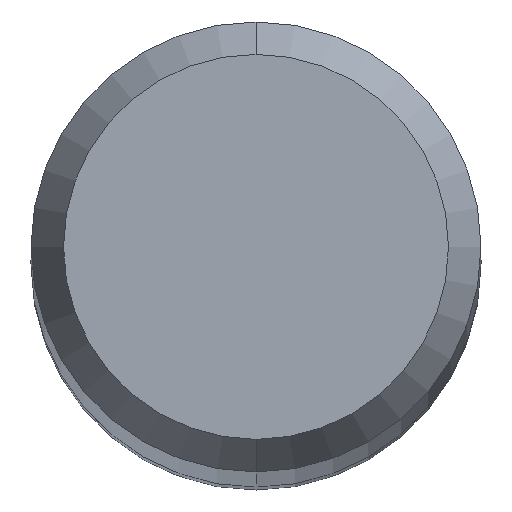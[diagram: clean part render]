
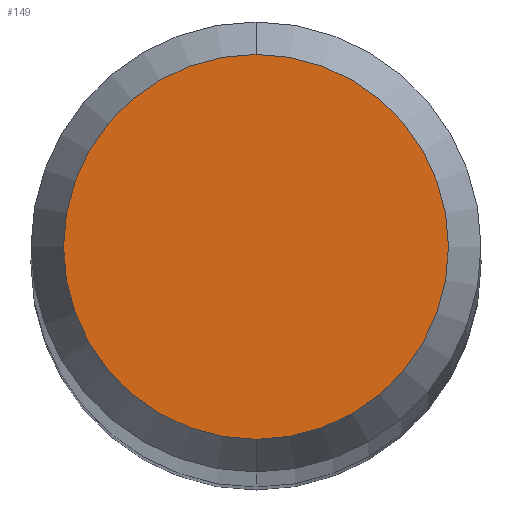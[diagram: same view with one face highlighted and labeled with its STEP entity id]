
A CAD part, top view. The second image highlights one B-rep face of the part: STEP entity #149.
In plain terms, the highlighted planar face has unit normal (0, 0, 1).
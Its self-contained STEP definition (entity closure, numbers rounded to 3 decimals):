
#83=VERTEX_POINT('',#202);
#105=VERTEX_POINT('',#231);
#127=EDGE_CURVE('',#105,#83,#255,.T.);
#149=ADVANCED_FACE('',(#278),#279,.T.);
#155=EDGE_CURVE('',#83,#105,#285,.T.);
#202=CARTESIAN_POINT('',(0.0,1.358,0.0));
#231=CARTESIAN_POINT('',(0.,-1.358,0.0));
#255=CIRCLE('',#389,1.358);
#278=FACE_OUTER_BOUND('',#419,.T.);
#279=PLANE('',#420);
#285=CIRCLE('',#428,1.358);
#389=AXIS2_PLACEMENT_3D('',#554,#555,#556);
#419=EDGE_LOOP('',(#575,#576));
#420=AXIS2_PLACEMENT_3D('',#577,#578,#579);
#428=AXIS2_PLACEMENT_3D('',#582,#583,#584);
#554=CARTESIAN_POINT('',(0.0,0.0,0.0));
#555=DIRECTION('',(0.0,0.0,-1.0));
#556=DIRECTION('',(0.0,1.0,0.0));
#575=ORIENTED_EDGE('',*,*,#155,.F.);
#576=ORIENTED_EDGE('',*,*,#127,.F.);
#577=CARTESIAN_POINT('',(0.0,0.679,0.0));
#578=DIRECTION('',(-0.0,0.0,1.0));
#579=DIRECTION('',(0.0,-1.0,0.0));
#582=CARTESIAN_POINT('',(0.0,0.0,0.0));
#583=DIRECTION('',(0.0,0.0,-1.0));
#584=DIRECTION('',(0.0,1.0,0.0));
